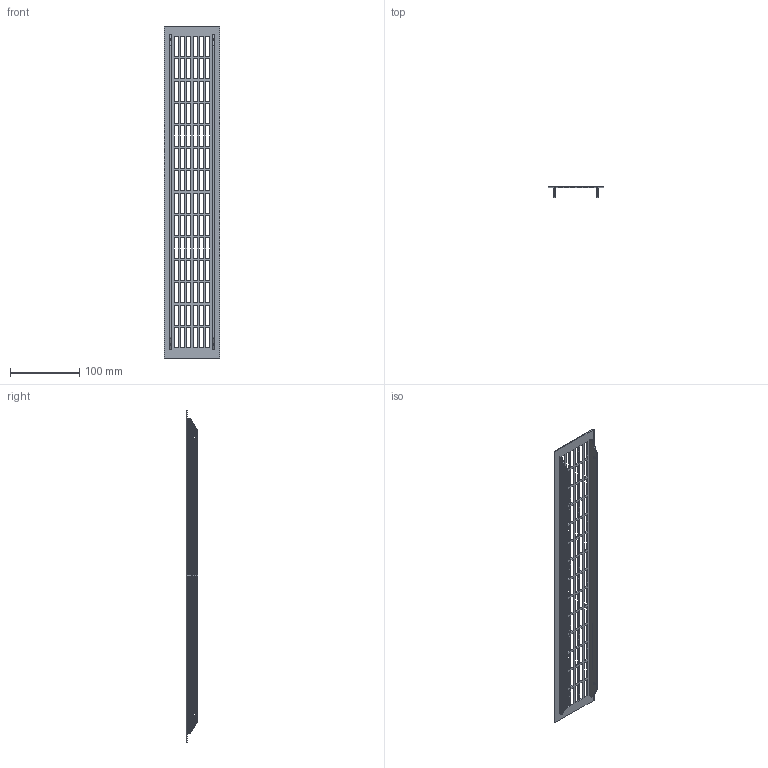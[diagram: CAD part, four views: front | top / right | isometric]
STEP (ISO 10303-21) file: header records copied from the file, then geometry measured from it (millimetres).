
FILE_DESCRIPTION(/* description */ (''),/* implementation_level */ '2;1');
FILE_NAME(/* name */ 'KK-W80800.stp',/* time_stamp */ '2024-03-01T14:27:27+01:00',/* author */ ('tomaszw'),/* organization */ (''),/* preprocessor_version */ 'ST-DEVELOPER v19.2',/* originating_system */ 'Autodesk Inventor 2023',/* authorisation */ '');
FILE_SCHEMA (('AUTOMOTIVE_DESIGN { 1 0 10303 214 3 1 1 }'));
Length unit declared in the file: millimetre
Products named in the file (1): KK-W80800-...
Bounding box: 80 x 16.3 x 480 mm (x, y, z)
Volume: 50984.8 mm3; surface area: 89002.3 mm2
Topology: 1 solids, 1 shells, 442 faces, 1322 edges, 880 vertices
Faces by surface type: plane 436, cylinder 6
Full cylindrical faces by diameter (mm): 4 x4
Entity records: 14993 total; most frequent: CARTESIAN_POINT 2645, ORIENTED_EDGE 2644, DIRECTION 2252, EDGE_CURVE 1322, LINE 1278, VECTOR 1278, VERTEX_POINT 880, EDGE_LOOP 616
